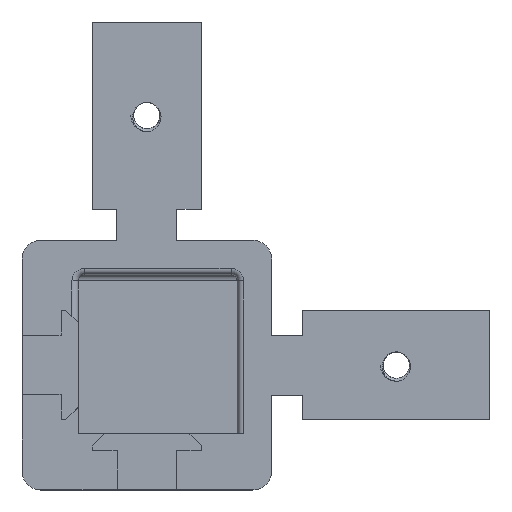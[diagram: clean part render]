
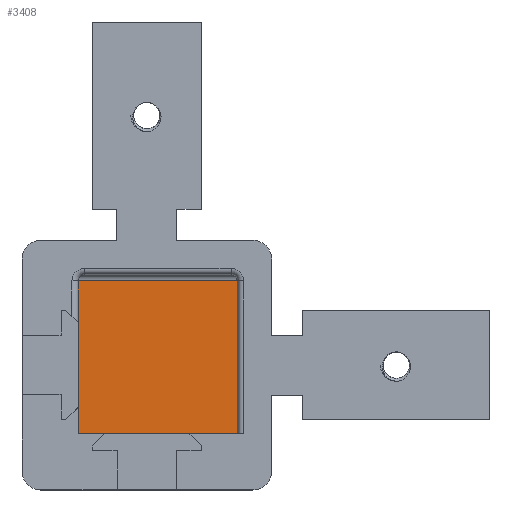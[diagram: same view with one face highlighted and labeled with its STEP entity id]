
A CAD part, top view. The second image highlights one B-rep face of the part: STEP entity #3408.
In plain terms, the highlighted planar face has unit normal (0, 0, 1).
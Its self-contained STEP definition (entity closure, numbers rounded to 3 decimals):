
#62=PLANE('',#3622);
#236=FACE_OUTER_BOUND('',#422,.T.);
#422=EDGE_LOOP('',(#3007,#3008,#3009,#3010));
#825=LINE('',#9794,#1087);
#933=LINE('',#12241,#1195);
#937=LINE('',#12250,#1199);
#940=LINE('',#12255,#1202);
#1087=VECTOR('',#4013,1000.);
#1195=VECTOR('',#4219,1000.);
#1199=VECTOR('',#4227,1000.);
#1202=VECTOR('',#4232,1000.);
#1477=VERTEX_POINT('',#9791);
#1478=VERTEX_POINT('',#9793);
#1557=VERTEX_POINT('',#12234);
#1560=VERTEX_POINT('',#12239);
#1919=EDGE_CURVE('',#1478,#1477,#825,.T.);
#2054=EDGE_CURVE('',#1557,#1560,#933,.T.);
#2059=EDGE_CURVE('',#1477,#1557,#937,.T.);
#2062=EDGE_CURVE('',#1560,#1478,#940,.T.);
#3007=ORIENTED_EDGE('',*,*,#2054,.T.);
#3008=ORIENTED_EDGE('',*,*,#2062,.T.);
#3009=ORIENTED_EDGE('',*,*,#1919,.T.);
#3010=ORIENTED_EDGE('',*,*,#2059,.T.);
#3408=ADVANCED_FACE('',(#236),#62,.T.);
#3622=AXIS2_PLACEMENT_3D('',#12254,#4230,#4231);
#4013=DIRECTION('',(0.,-1.,0.));
#4219=DIRECTION('',(0.,1.,0.));
#4227=DIRECTION('',(1.,0.,0.));
#4230=DIRECTION('center_axis',(0.,0.,1.));
#4231=DIRECTION('ref_axis',(1.,0.,0.));
#4232=DIRECTION('',(-1.,0.,0.));
#9791=CARTESIAN_POINT('',(-11.,-11.,5.));
#9793=CARTESIAN_POINT('',(-11.,13.5,5.));
#9794=CARTESIAN_POINT('',(-11.,14.5,5.));
#12234=CARTESIAN_POINT('',(14.5,-11.,5.));
#12239=CARTESIAN_POINT('',(14.5,13.5,5.));
#12241=CARTESIAN_POINT('',(14.5,14.5,5.));
#12250=CARTESIAN_POINT('',(-11.,-11.,5.));
#12254=CARTESIAN_POINT('Origin',(0.,0.,5.));
#12255=CARTESIAN_POINT('',(0.,13.5,5.));
